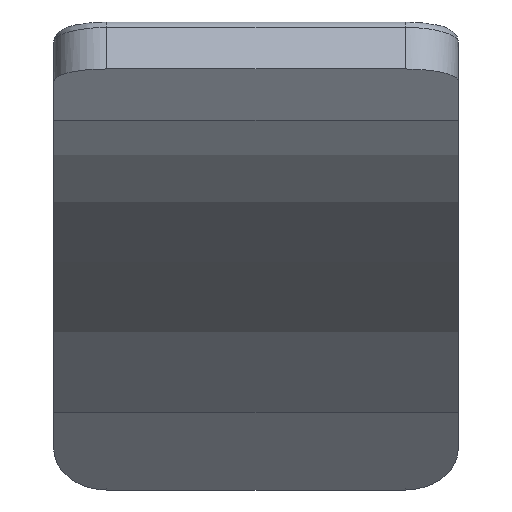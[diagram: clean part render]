
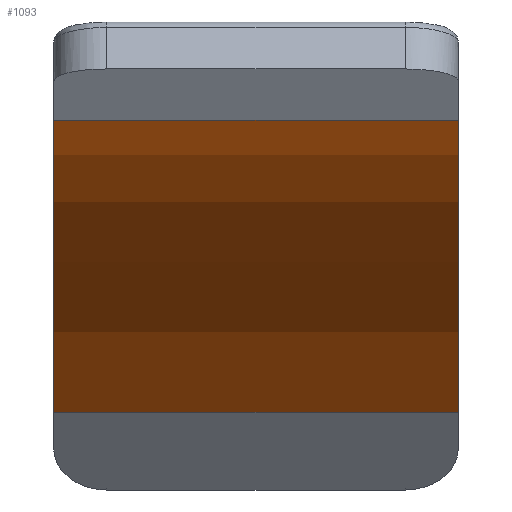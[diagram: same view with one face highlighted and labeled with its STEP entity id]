
A CAD part, left-side view. The second image highlights one B-rep face of the part: STEP entity #1093.
In plain terms, the highlighted cylindrical face has radius 86.152 mm (diameter 172.305 mm), a partial arc.
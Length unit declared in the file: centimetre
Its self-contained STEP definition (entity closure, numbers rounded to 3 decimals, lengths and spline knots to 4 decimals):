
#91=FACE_OUTER_BOUND('',#153,.T.);
#153=EDGE_LOOP('',(#811,#812,#813,#814));
#237=LINE('',#1917,#327);
#238=LINE('',#1919,#328);
#327=VECTOR('',#1375,3.8);
#328=VECTOR('',#1378,3.8);
#408=CIRCLE('',#1162,8.6152);
#410=CIRCLE('',#1170,8.6152);
#470=VERTEX_POINT('',#1850);
#471=VERTEX_POINT('',#1852);
#480=VERTEX_POINT('',#1878);
#481=VERTEX_POINT('',#1880);
#588=EDGE_CURVE('',#470,#471,#408,.T.);
#602=EDGE_CURVE('',#480,#481,#410,.T.);
#612=EDGE_CURVE('',#470,#481,#237,.T.);
#613=EDGE_CURVE('',#480,#471,#238,.T.);
#811=ORIENTED_EDGE('',*,*,#588,.F.);
#812=ORIENTED_EDGE('',*,*,#612,.T.);
#813=ORIENTED_EDGE('',*,*,#602,.F.);
#814=ORIENTED_EDGE('',*,*,#613,.T.);
#1052=CYLINDRICAL_SURFACE('',#1177,8.6152);
#1093=ADVANCED_FACE('',(#91),#1052,.F.);
#1162=AXIS2_PLACEMENT_3D('',#1853,#1330,#1331);
#1170=AXIS2_PLACEMENT_3D('',#1881,#1356,#1357);
#1177=AXIS2_PLACEMENT_3D('',#1918,#1376,#1377);
#1330=DIRECTION('center_axis',(0.,1.,0.));
#1331=DIRECTION('ref_axis',(0.722,0.,0.691));
#1356=DIRECTION('center_axis',(0.,-1.,0.));
#1357=DIRECTION('ref_axis',(0.722,0.,0.691));
#1375=DIRECTION('',(0.,1.,0.));
#1376=DIRECTION('center_axis',(0.,1.,0.));
#1377=DIRECTION('ref_axis',(-0.722,0.,-0.691));
#1378=DIRECTION('',(0.,-1.,0.));
#1850=CARTESIAN_POINT('',(21.6701,-10.046,5.6466));
#1852=CARTESIAN_POINT('',(26.0646,-10.046,2.9018));
#1853=CARTESIAN_POINT('Origin',(19.5146,-10.046,-2.6946));
#1878=CARTESIAN_POINT('',(26.0646,-6.246,2.9018));
#1880=CARTESIAN_POINT('',(21.6701,-6.246,5.6466));
#1881=CARTESIAN_POINT('Origin',(19.5146,-6.246,-2.6946));
#1917=CARTESIAN_POINT('',(21.6701,-10.046,5.6466));
#1918=CARTESIAN_POINT('Origin',(19.5146,-10.046,-2.6946));
#1919=CARTESIAN_POINT('',(26.0646,-6.246,2.9018));
